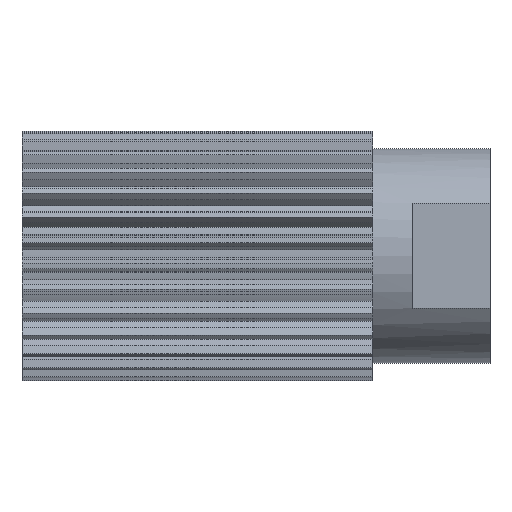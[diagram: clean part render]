
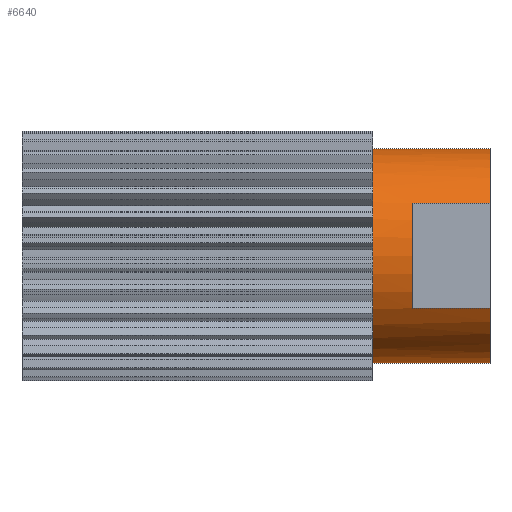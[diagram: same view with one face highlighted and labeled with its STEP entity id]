
A CAD part, top view. The second image highlights one B-rep face of the part: STEP entity #6640.
In plain terms, the highlighted cylindrical face has radius 13.75 mm (diameter 27.5 mm), a partial arc.
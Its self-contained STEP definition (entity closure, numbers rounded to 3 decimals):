
#6570=AXIS2_PLACEMENT_3D('Circle Axis2P3D',#6568,#6569,$) ;
#6581=AXIS2_PLACEMENT_3D('Cylinder Axis2P3D',#6578,#6579,#6580) ;
#6585=AXIS2_PLACEMENT_3D('Circle Axis2P3D',#6583,#6584,$) ;
#6606=AXIS2_PLACEMENT_3D('Circle Axis2P3D',#6604,#6605,$) ;
#6620=AXIS2_PLACEMENT_3D('Circle Axis2P3D',#6618,#6619,$) ;
#6563=CARTESIAN_POINT('Vertex',(29.,-13.75,0.)) ;
#6565=CARTESIAN_POINT('Vertex',(29.,13.75,0.)) ;
#6568=CARTESIAN_POINT('Axis2P3D Location',(29.,0.,0.)) ;
#6578=CARTESIAN_POINT('Axis2P3D Location',(36.5,0.,0.)) ;
#6583=CARTESIAN_POINT('Axis2P3D Location',(44.,0.,0.)) ;
#6587=CARTESIAN_POINT('Vertex',(44.,13.75,0.)) ;
#6589=CARTESIAN_POINT('Vertex',(44.,6.713,12.)) ;
#6592=CARTESIAN_POINT('Line Origine',(36.5,13.75,0.)) ;
#6597=CARTESIAN_POINT('Line Origine',(36.5,-13.75,0.)) ;
#6601=CARTESIAN_POINT('Vertex',(44.,-13.75,0.)) ;
#6604=CARTESIAN_POINT('Axis2P3D Location',(44.,0.,0.)) ;
#6608=CARTESIAN_POINT('Vertex',(44.,-6.713,12.)) ;
#6611=CARTESIAN_POINT('Line Origine',(36.5,-6.713,12.)) ;
#6615=CARTESIAN_POINT('Vertex',(34.,-6.713,12.)) ;
#6618=CARTESIAN_POINT('Axis2P3D Location',(34.,0.,0.)) ;
#6622=CARTESIAN_POINT('Vertex',(34.,6.713,12.)) ;
#6625=CARTESIAN_POINT('Line Origine',(36.5,6.713,12.)) ;
#6569=DIRECTION('Axis2P3D Direction',(1.,0.,0.)) ;
#6579=DIRECTION('Axis2P3D Direction',(1.,0.,0.)) ;
#6580=DIRECTION('Axis2P3D XDirection',(0.,1.,0.)) ;
#6584=DIRECTION('Axis2P3D Direction',(1.,0.,0.)) ;
#6593=DIRECTION('Vector Direction',(1.,0.,0.)) ;
#6598=DIRECTION('Vector Direction',(1.,0.,0.)) ;
#6605=DIRECTION('Axis2P3D Direction',(1.,0.,0.)) ;
#6612=DIRECTION('Vector Direction',(1.,0.,0.)) ;
#6619=DIRECTION('Axis2P3D Direction',(1.,0.,0.)) ;
#6626=DIRECTION('Vector Direction',(1.,0.,0.)) ;
#6594=VECTOR('Line Direction',#6593,1.) ;
#6599=VECTOR('Line Direction',#6598,1.) ;
#6613=VECTOR('Line Direction',#6612,1.) ;
#6627=VECTOR('Line Direction',#6626,1.) ;
#6631=ORIENTED_EDGE('',*,*,#6591,.F.) ;
#6632=ORIENTED_EDGE('',*,*,#6596,.T.) ;
#6633=ORIENTED_EDGE('',*,*,#6572,.T.) ;
#6634=ORIENTED_EDGE('',*,*,#6603,.F.) ;
#6635=ORIENTED_EDGE('',*,*,#6610,.F.) ;
#6636=ORIENTED_EDGE('',*,*,#6617,.T.) ;
#6637=ORIENTED_EDGE('',*,*,#6624,.F.) ;
#6638=ORIENTED_EDGE('',*,*,#6629,.F.) ;
#6640=ADVANCED_FACE('michaud_chailly_A1-28-30-2',(#6639),#6582,.T.) ;
#6571=CIRCLE('generated circle',#6570,13.75) ;
#6586=CIRCLE('generated circle',#6585,13.75) ;
#6607=CIRCLE('generated circle',#6606,13.75) ;
#6621=CIRCLE('generated circle',#6620,13.75) ;
#6582=CYLINDRICAL_SURFACE('generated cylinder',#6581,13.75) ;
#6572=EDGE_CURVE('',#6566,#6564,#6571,.T.) ;
#6591=EDGE_CURVE('',#6588,#6590,#6586,.T.) ;
#6596=EDGE_CURVE('',#6588,#6566,#6595,.F.) ;
#6603=EDGE_CURVE('',#6602,#6564,#6600,.F.) ;
#6610=EDGE_CURVE('',#6609,#6602,#6607,.T.) ;
#6617=EDGE_CURVE('',#6609,#6616,#6614,.F.) ;
#6624=EDGE_CURVE('',#6623,#6616,#6621,.T.) ;
#6629=EDGE_CURVE('',#6590,#6623,#6628,.F.) ;
#6630=EDGE_LOOP('',(#6631,#6632,#6633,#6634,#6635,#6636,#6637,#6638)) ;
#6639=FACE_OUTER_BOUND('',#6630,.T.) ;
#6595=LINE('Line',#6592,#6594) ;
#6600=LINE('Line',#6597,#6599) ;
#6614=LINE('Line',#6611,#6613) ;
#6628=LINE('Line',#6625,#6627) ;
#6564=VERTEX_POINT('',#6563) ;
#6566=VERTEX_POINT('',#6565) ;
#6588=VERTEX_POINT('',#6587) ;
#6590=VERTEX_POINT('',#6589) ;
#6602=VERTEX_POINT('',#6601) ;
#6609=VERTEX_POINT('',#6608) ;
#6616=VERTEX_POINT('',#6615) ;
#6623=VERTEX_POINT('',#6622) ;
